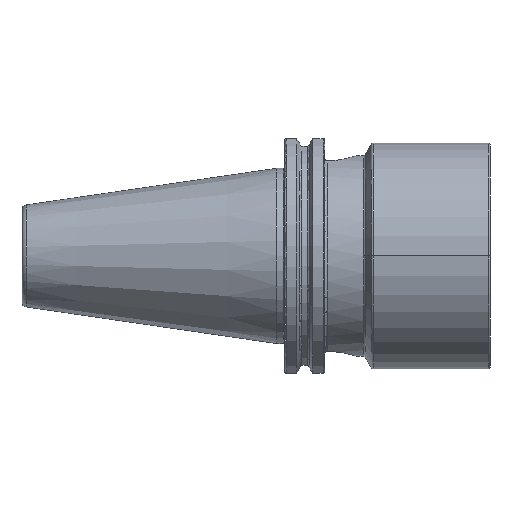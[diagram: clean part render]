
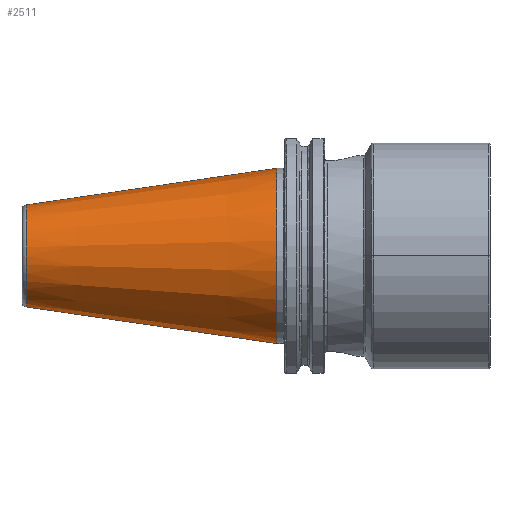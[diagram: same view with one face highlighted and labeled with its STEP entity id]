
A CAD part, front view. The second image highlights one B-rep face of the part: STEP entity #2511.
In plain terms, the highlighted conical face has half-angle 8.297 degrees and reference radius 34.925 mm.
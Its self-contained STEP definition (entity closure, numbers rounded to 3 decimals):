
#26 = CARTESIAN_POINT ( 'NONE',  ( -99.889, 0., 20.358 ) ) ;
#57 = CARTESIAN_POINT ( 'NONE',  ( -99.889, 0., -20.358 ) ) ;
#73 = ORIENTED_EDGE ( 'NONE', *, *, #5401, .T. ) ;
#257 = VECTOR ( 'NONE', #3867, 1000. ) ;
#359 = DIRECTION ( 'NONE',  ( -1., 0., 0. ) ) ;
#391 = AXIS2_PLACEMENT_3D ( 'NONE', #2906, #2869, #2944 ) ;
#800 = VERTEX_POINT ( 'NONE', #3120 ) ;
#846 = VERTEX_POINT ( 'NONE', #26 ) ;
#909 = ORIENTED_EDGE ( 'NONE', *, *, #2318, .F. ) ;
#1039 = CARTESIAN_POINT ( 'NONE',  ( 0., 0., -34.925 ) ) ;
#1149 = CIRCLE ( 'NONE', #1585, 20.358 ) ;
#1407 = ORIENTED_EDGE ( 'NONE', *, *, #4915, .T. ) ;
#1437 = CONICAL_SURFACE ( 'NONE', #391, 34.925, 0.145 ) ;
#1585 = AXIS2_PLACEMENT_3D ( 'NONE', #3897, #3473, #3427 ) ;
#1655 = LINE ( 'NONE', #2378, #257 ) ;
#1731 = CIRCLE ( 'NONE', #4891, 34.925 ) ;
#2318 = EDGE_CURVE ( 'NONE', #3299, #846, #1149, .T. ) ;
#2377 = ORIENTED_EDGE ( 'NONE', *, *, #3480, .F. ) ;
#2378 = CARTESIAN_POINT ( 'NONE',  ( 0., 0., -34.925 ) ) ;
#2511 = ADVANCED_FACE ( 'NONE', ( #5565 ), #1437, .T. ) ;
#2716 = VECTOR ( 'NONE', #3769, 1000. ) ;
#2869 = DIRECTION ( 'NONE',  ( 1., 0., 0. ) ) ;
#2906 = CARTESIAN_POINT ( 'NONE',  ( 0., 0., 0. ) ) ;
#2930 = VERTEX_POINT ( 'NONE', #1039 ) ;
#2944 = DIRECTION ( 'NONE',  ( 0., 0., -1. ) ) ;
#2995 = EDGE_LOOP ( 'NONE', ( #2377, #909, #1407, #73 ) ) ;
#3120 = CARTESIAN_POINT ( 'NONE',  ( 0., 0., 34.925 ) ) ;
#3299 = VERTEX_POINT ( 'NONE', #57 ) ;
#3405 = CARTESIAN_POINT ( 'NONE',  ( 0., 0., 0. ) ) ;
#3427 = DIRECTION ( 'NONE',  ( 0., 0., 1. ) ) ;
#3473 = DIRECTION ( 'NONE',  ( -1., 0., 0. ) ) ;
#3480 = EDGE_CURVE ( 'NONE', #846, #800, #6439, .T. ) ;
#3769 = DIRECTION ( 'NONE',  ( 0.99, 0., 0.144 ) ) ;
#3867 = DIRECTION ( 'NONE',  ( 0.99, 0., -0.144 ) ) ;
#3897 = CARTESIAN_POINT ( 'NONE',  ( -99.889, 0., 0. ) ) ;
#3901 = DIRECTION ( 'NONE',  ( 0., 0., 1. ) ) ;
#4891 = AXIS2_PLACEMENT_3D ( 'NONE', #3405, #359, #3901 ) ;
#4915 = EDGE_CURVE ( 'NONE', #3299, #2930, #1655, .T. ) ;
#5401 = EDGE_CURVE ( 'NONE', #2930, #800, #1731, .T. ) ;
#5565 = FACE_OUTER_BOUND ( 'NONE', #2995, .T. ) ;
#6186 = CARTESIAN_POINT ( 'NONE',  ( 0., 0., 34.925 ) ) ;
#6439 = LINE ( 'NONE', #6186, #2716 ) ;
